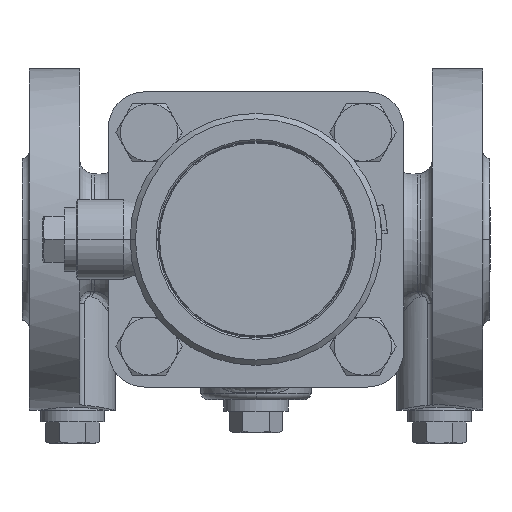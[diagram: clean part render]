
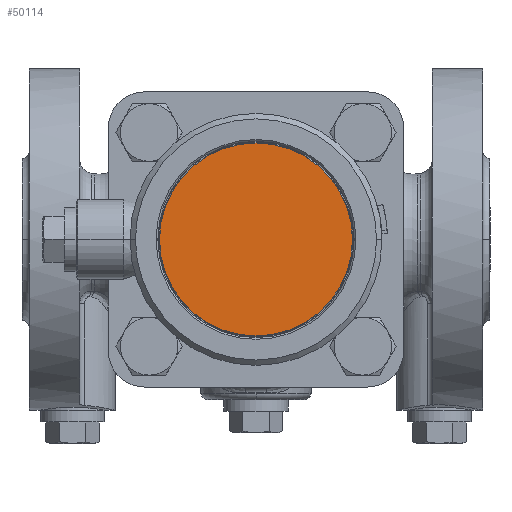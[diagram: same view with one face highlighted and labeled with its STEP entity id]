
A CAD part, front view. The second image highlights one B-rep face of the part: STEP entity #50114.
In plain terms, the highlighted face is planar.
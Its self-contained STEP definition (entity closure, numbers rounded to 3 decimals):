
#49943=CARTESIAN_POINT('',(0.,7.,
0.));
#49944=DIRECTION('',(0.,1.,0.));
#49945=DIRECTION('',(1.,0.,0.));
#49946=AXIS2_PLACEMENT_3D('',#49943,#49944,#49945);
#49948=CARTESIAN_POINT('',(0.,7.,
0.));
#49949=DIRECTION('',(0.,1.,0.));
#49950=DIRECTION('',(-1.,0.,0.));
#49951=AXIS2_PLACEMENT_3D('',#49948,#49949,#49950);
#50095=CARTESIAN_POINT('',(26.8,7.,0.));
#50096=CARTESIAN_POINT('',(-26.8,7.,0.));
#50097=VERTEX_POINT('',#50095);
#50098=VERTEX_POINT('',#50096);
#50103=CARTESIAN_POINT('',(0.,7.,0.));
#50104=DIRECTION('',(0.,-1.,0.));
#50105=DIRECTION('',(-1.,0.,0.));
#50106=AXIS2_PLACEMENT_3D('',#50103,#50104,#50105);
#50107=PLANE('',#50106);
#50109=ORIENTED_EDGE('',*,*,#50108,.F.);
#50111=ORIENTED_EDGE('',*,*,#50110,.F.);
#50112=EDGE_LOOP('',(#50109,#50111));
#50113=FACE_OUTER_BOUND('',#50112,.F.);
#50114=ADVANCED_FACE('',(#50113),#50107,.F.);
#49947=CIRCLE('',#49946,26.8);
#49952=CIRCLE('',#49951,26.8);
#50108=EDGE_CURVE('',#50097,#50098,#49947,.T.);
#50110=EDGE_CURVE('',#50098,#50097,#49952,.T.);
